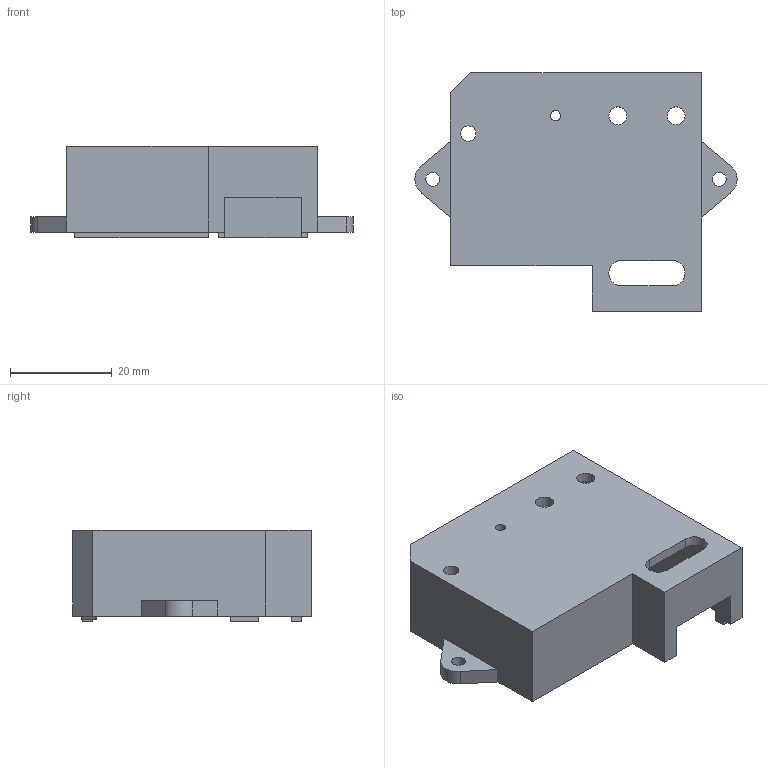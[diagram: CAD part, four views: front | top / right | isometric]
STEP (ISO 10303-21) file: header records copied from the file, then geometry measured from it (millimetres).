
FILE_DESCRIPTION(/* description */ ('STEP AP242','CAx-IF Rec.Pracs.---Representation and Presentation of Product Manufacturing Information (PMI)---4.0---2014-10-13','CAx-IF Rec.Pracs.---3D Tessellated Geometry---0.4---2014-09-14','2;1'),/* implementation_level */ '2;1');
FILE_NAME(/* name */ '66885d6c3881536ef2c79ce6',/* time_stamp */ '2024-07-05T20:54:04Z',/* author */ (''),/* organization */ (''),/* preprocessor_version */ 'ST-DEVELOPER v20',/* originating_system */ ' ',/* authorisation */ ' ');
FILE_SCHEMA (('AP242_MANAGED_MODEL_BASED_3D_ENGINEERING_MIM_LF { 1 0 10303 442 1 1 4 }'));
Length unit declared in the file: metre
Products named in the file (1): Relay Mount Top
Bounding box: 63.45 x 47 x 18 mm (x, y, z)
Volume: 13683.2 mm3; surface area: 10154 mm2
Topology: 1 solids, 1 shells, 60 faces, 169 edges, 111 vertices
Faces by surface type: plane 50, cylinder 10
Full cylindrical faces by diameter (mm): 2 x1, 2.7 x2, 3 x1, 3.5 x2
Entity records: 1933 total; most frequent: CARTESIAN_POINT 335, ORIENTED_EDGE 326, DIRECTION 305, EDGE_CURVE 163, LINE 143, VECTOR 143, VERTEX_POINT 111, AXIS2_PLACEMENT_3D 81
